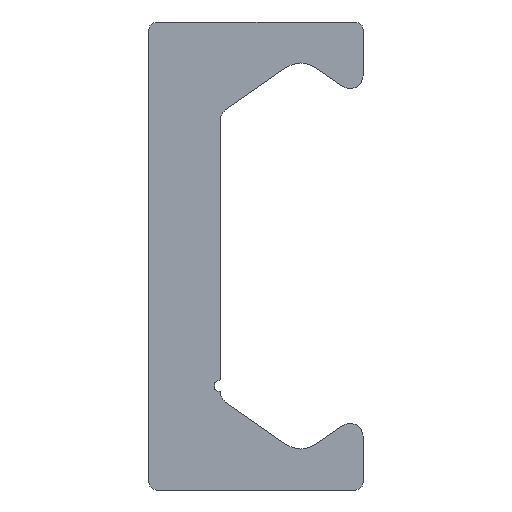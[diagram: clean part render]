
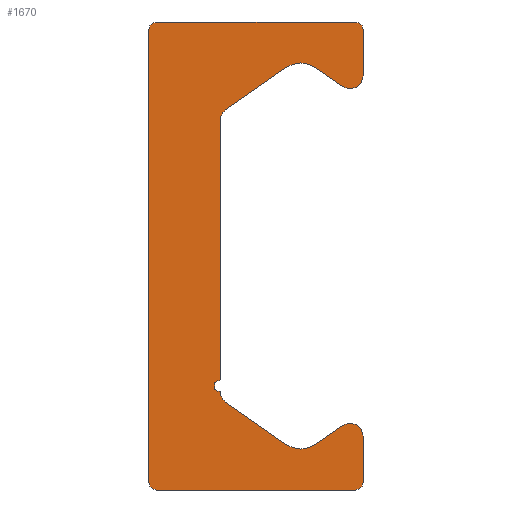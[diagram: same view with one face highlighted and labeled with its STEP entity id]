
A CAD part, left-side view. The second image highlights one B-rep face of the part: STEP entity #1670.
In plain terms, the highlighted planar face has unit normal (-1, 0, 0).
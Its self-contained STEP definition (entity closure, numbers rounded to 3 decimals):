
#763=CARTESIAN_POINT('',(0.0,1.375,5.214));
#764=VERTEX_POINT('',#763);
#771=CARTESIAN_POINT('',(0.0,1.375,-4.75));
#772=VERTEX_POINT('',#771);
#773=CARTESIAN_POINT('',(0.0,1.375,5.214));
#774=DIRECTION('',(0.0,0.0,-1.0));
#775=VECTOR('',#774,9.964);
#776=LINE('',#773,#775);
#777=EDGE_CURVE('',#764,#772,#776,.T.);
#949=CARTESIAN_POINT('',(0.0,3.825,-9.));
#950=VERTEX_POINT('',#949);
#957=CARTESIAN_POINT('',(0.0,4.125,-8.7));
#958=VERTEX_POINT('',#957);
#959=CARTESIAN_POINT('',(0.0,3.825,-8.7));
#960=DIRECTION('',(1.0,0.0,0.0));
#961=DIRECTION('',(0.0,0.0,-1.0));
#962=AXIS2_PLACEMENT_3D('',#959,#960,#961);
#963=CIRCLE('',#962,0.3);
#964=EDGE_CURVE('',#950,#958,#963,.T.);
#988=CARTESIAN_POINT('',(0.0,-3.825,-9.));
#989=VERTEX_POINT('',#988);
#996=CARTESIAN_POINT('',(0.0,-3.825,-9.));
#997=DIRECTION('',(0.0,1.0,0.0));
#998=VECTOR('',#997,7.65);
#999=LINE('',#996,#998);
#1000=EDGE_CURVE('',#989,#950,#999,.T.);
#1020=CARTESIAN_POINT('',(0.0,-4.125,-8.7));
#1021=VERTEX_POINT('',#1020);
#1028=CARTESIAN_POINT('',(0.0,-3.825,-8.7));
#1029=DIRECTION('',(1.0,0.0,0.0));
#1030=DIRECTION('',(0.0,-1.0,0.0));
#1031=AXIS2_PLACEMENT_3D('',#1028,#1029,#1030);
#1032=CIRCLE('',#1031,0.3);
#1033=EDGE_CURVE('',#1021,#989,#1032,.T.);
#1052=CARTESIAN_POINT('',(0.0,-4.125,-6.925));
#1053=VERTEX_POINT('',#1052);
#1060=CARTESIAN_POINT('',(0.0,-4.125,-6.925));
#1061=DIRECTION('',(0.0,0.0,-1.0));
#1062=VECTOR('',#1061,1.775);
#1063=LINE('',#1060,#1062);
#1064=EDGE_CURVE('',#1053,#1021,#1063,.T.);
#1084=CARTESIAN_POINT('',(0.0,-3.338,-6.515));
#1085=VERTEX_POINT('',#1084);
#1092=CARTESIAN_POINT('',(0.0,-3.625,-6.925));
#1093=DIRECTION('',(1.0,0.0,0.0));
#1094=DIRECTION('',(0.0,0.574,0.819));
#1095=AXIS2_PLACEMENT_3D('',#1092,#1093,#1094);
#1096=CIRCLE('',#1095,0.5);
#1097=EDGE_CURVE('',#1085,#1053,#1096,.T.);
#1116=CARTESIAN_POINT('',(0.0,-2.299,-7.243));
#1117=VERTEX_POINT('',#1116);
#1124=CARTESIAN_POINT('',(0.0,-2.299,-7.243));
#1125=DIRECTION('',(0.0,-0.819,0.574));
#1126=VECTOR('',#1125,1.269);
#1127=LINE('',#1124,#1126);
#1128=EDGE_CURVE('',#1117,#1085,#1127,.T.);
#1148=CARTESIAN_POINT('',(0.0,-1.151,-7.243));
#1149=VERTEX_POINT('',#1148);
#1156=CARTESIAN_POINT('',(0.0,-1.725,-6.424));
#1157=DIRECTION('',(-1.0,0.0,0.0));
#1158=DIRECTION('',(0.0,0.574,0.819));
#1159=AXIS2_PLACEMENT_3D('',#1156,#1157,#1158);
#1160=CIRCLE('',#1159,1.0);
#1161=EDGE_CURVE('',#1149,#1117,#1160,.T.);
#1180=CARTESIAN_POINT('',(0.0,1.162,-5.624));
#1181=VERTEX_POINT('',#1180);
#1188=CARTESIAN_POINT('',(0.0,1.162,-5.624));
#1189=DIRECTION('',(0.0,-0.819,-0.574));
#1190=VECTOR('',#1189,2.824);
#1191=LINE('',#1188,#1190);
#1192=EDGE_CURVE('',#1181,#1149,#1191,.T.);
#1212=CARTESIAN_POINT('',(0.0,1.375,-5.214));
#1213=VERTEX_POINT('',#1212);
#1220=CARTESIAN_POINT('',(0.0,0.875,-5.214));
#1221=DIRECTION('',(-1.0,0.0,0.0));
#1222=DIRECTION('',(0.0,-0.574,0.819));
#1223=AXIS2_PLACEMENT_3D('',#1220,#1221,#1222);
#1224=CIRCLE('',#1223,0.5);
#1225=EDGE_CURVE('',#1213,#1181,#1224,.T.);
#1244=CARTESIAN_POINT('',(0.0,1.375,-5.25));
#1245=VERTEX_POINT('',#1244);
#1252=CARTESIAN_POINT('',(0.0,1.375,-5.25));
#1253=DIRECTION('',(0.0,0.0,1.0));
#1254=VECTOR('',#1253,0.036);
#1255=LINE('',#1252,#1254);
#1256=EDGE_CURVE('',#1245,#1213,#1255,.T.);
#1286=CARTESIAN_POINT('',(0.0,1.375,-5.0));
#1287=DIRECTION('',(-1.0,0.0,0.0));
#1288=DIRECTION('',(0.0,0.0,1.0));
#1289=AXIS2_PLACEMENT_3D('',#1286,#1287,#1288);
#1290=CIRCLE('',#1289,0.25);
#1291=EDGE_CURVE('',#772,#1245,#1290,.T.);
#1311=CARTESIAN_POINT('',(0.0,1.162,5.624));
#1312=VERTEX_POINT('',#1311);
#1319=CARTESIAN_POINT('',(0.0,0.875,5.214));
#1320=DIRECTION('',(-1.0,0.0,0.0));
#1321=DIRECTION('',(0.0,-1.0,0.0));
#1322=AXIS2_PLACEMENT_3D('',#1319,#1320,#1321);
#1323=CIRCLE('',#1322,0.5);
#1324=EDGE_CURVE('',#1312,#764,#1323,.T.);
#1343=CARTESIAN_POINT('',(0.0,-1.151,7.243));
#1344=VERTEX_POINT('',#1343);
#1351=CARTESIAN_POINT('',(0.0,-1.151,7.243));
#1352=DIRECTION('',(0.0,0.819,-0.574));
#1353=VECTOR('',#1352,2.824);
#1354=LINE('',#1351,#1353);
#1355=EDGE_CURVE('',#1344,#1312,#1354,.T.);
#1375=CARTESIAN_POINT('',(0.0,-2.299,7.243));
#1376=VERTEX_POINT('',#1375);
#1383=CARTESIAN_POINT('',(0.0,-1.725,6.424));
#1384=DIRECTION('',(-1.0,0.0,0.0));
#1385=DIRECTION('',(0.0,-0.574,-0.819));
#1386=AXIS2_PLACEMENT_3D('',#1383,#1384,#1385);
#1387=CIRCLE('',#1386,1.0);
#1388=EDGE_CURVE('',#1376,#1344,#1387,.T.);
#1407=CARTESIAN_POINT('',(0.0,-3.338,6.515));
#1408=VERTEX_POINT('',#1407);
#1415=CARTESIAN_POINT('',(0.0,-3.338,6.515));
#1416=DIRECTION('',(0.0,0.819,0.574));
#1417=VECTOR('',#1416,1.269);
#1418=LINE('',#1415,#1417);
#1419=EDGE_CURVE('',#1408,#1376,#1418,.T.);
#1439=CARTESIAN_POINT('',(0.0,-4.125,6.925));
#1440=VERTEX_POINT('',#1439);
#1447=CARTESIAN_POINT('',(0.0,-3.625,6.925));
#1448=DIRECTION('',(1.0,0.0,0.0));
#1449=DIRECTION('',(0.0,-1.0,0.0));
#1450=AXIS2_PLACEMENT_3D('',#1447,#1448,#1449);
#1451=CIRCLE('',#1450,0.5);
#1452=EDGE_CURVE('',#1440,#1408,#1451,.T.);
#1471=CARTESIAN_POINT('',(0.0,-4.125,8.7));
#1472=VERTEX_POINT('',#1471);
#1479=CARTESIAN_POINT('',(0.0,-4.125,8.7));
#1480=DIRECTION('',(0.0,0.0,-1.0));
#1481=VECTOR('',#1480,1.775);
#1482=LINE('',#1479,#1481);
#1483=EDGE_CURVE('',#1472,#1440,#1482,.T.);
#1503=CARTESIAN_POINT('',(0.0,-3.825,9.));
#1504=VERTEX_POINT('',#1503);
#1511=CARTESIAN_POINT('',(0.0,-3.825,8.7));
#1512=DIRECTION('',(1.0,0.0,0.0));
#1513=DIRECTION('',(0.0,0.0,1.0));
#1514=AXIS2_PLACEMENT_3D('',#1511,#1512,#1513);
#1515=CIRCLE('',#1514,0.3);
#1516=EDGE_CURVE('',#1504,#1472,#1515,.T.);
#1535=CARTESIAN_POINT('',(0.0,3.825,9.));
#1536=VERTEX_POINT('',#1535);
#1543=CARTESIAN_POINT('',(0.0,3.825,9.));
#1544=DIRECTION('',(0.0,-1.0,0.0));
#1545=VECTOR('',#1544,7.65);
#1546=LINE('',#1543,#1545);
#1547=EDGE_CURVE('',#1536,#1504,#1546,.T.);
#1567=CARTESIAN_POINT('',(0.0,4.125,8.7));
#1568=VERTEX_POINT('',#1567);
#1575=CARTESIAN_POINT('',(0.0,3.825,8.7));
#1576=DIRECTION('',(1.0,0.0,0.0));
#1577=DIRECTION('',(0.0,1.0,0.0));
#1578=AXIS2_PLACEMENT_3D('',#1575,#1576,#1577);
#1579=CIRCLE('',#1578,0.3);
#1580=EDGE_CURVE('',#1568,#1536,#1579,.T.);
#1598=CARTESIAN_POINT('',(0.0,4.125,-8.7));
#1599=DIRECTION('',(0.0,0.0,1.0));
#1600=VECTOR('',#1599,17.4);
#1601=LINE('',#1598,#1600);
#1602=EDGE_CURVE('',#958,#1568,#1601,.T.);
#1641=CARTESIAN_POINT('',(0.0,0.856,-0.029));
#1642=DIRECTION('',(1.0,0.0,0.0));
#1643=DIRECTION('',(0.0,0.0,-1.0));
#1644=AXIS2_PLACEMENT_3D('',#1641,#1642,#1643);
#1645=PLANE('',#1644);
#1646=ORIENTED_EDGE('',*,*,#1602,.F.);
#1647=ORIENTED_EDGE('',*,*,#964,.F.);
#1648=ORIENTED_EDGE('',*,*,#1000,.F.);
#1649=ORIENTED_EDGE('',*,*,#1033,.F.);
#1650=ORIENTED_EDGE('',*,*,#1064,.F.);
#1651=ORIENTED_EDGE('',*,*,#1097,.F.);
#1652=ORIENTED_EDGE('',*,*,#1128,.F.);
#1653=ORIENTED_EDGE('',*,*,#1161,.F.);
#1654=ORIENTED_EDGE('',*,*,#1192,.F.);
#1655=ORIENTED_EDGE('',*,*,#1225,.F.);
#1656=ORIENTED_EDGE('',*,*,#1256,.F.);
#1657=ORIENTED_EDGE('',*,*,#1291,.F.);
#1658=ORIENTED_EDGE('',*,*,#777,.F.);
#1659=ORIENTED_EDGE('',*,*,#1324,.F.);
#1660=ORIENTED_EDGE('',*,*,#1355,.F.);
#1661=ORIENTED_EDGE('',*,*,#1388,.F.);
#1662=ORIENTED_EDGE('',*,*,#1419,.F.);
#1663=ORIENTED_EDGE('',*,*,#1452,.F.);
#1664=ORIENTED_EDGE('',*,*,#1483,.F.);
#1665=ORIENTED_EDGE('',*,*,#1516,.F.);
#1666=ORIENTED_EDGE('',*,*,#1547,.F.);
#1667=ORIENTED_EDGE('',*,*,#1580,.F.);
#1668=EDGE_LOOP('',(#1646,#1647,#1648,#1649,#1650,#1651,#1652,#1653,#1654,#1655,#1656,#1657,#1658,#1659,#1660,#1661,#1662,#1663,#1664,#1665,#1666,#1667));
#1669=FACE_OUTER_BOUND('',#1668,.T.);
#1670=ADVANCED_FACE('',(#1669),#1645,.F.);
